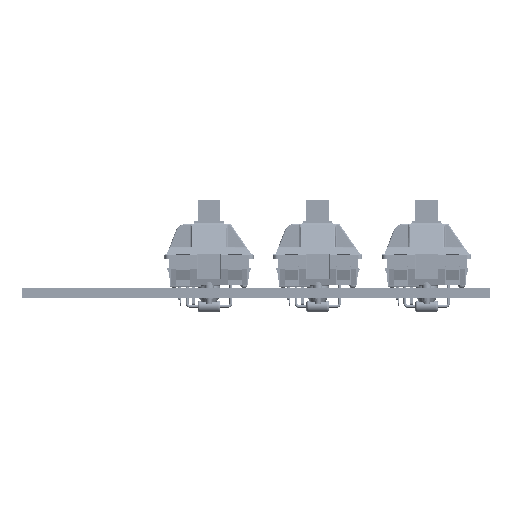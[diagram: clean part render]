
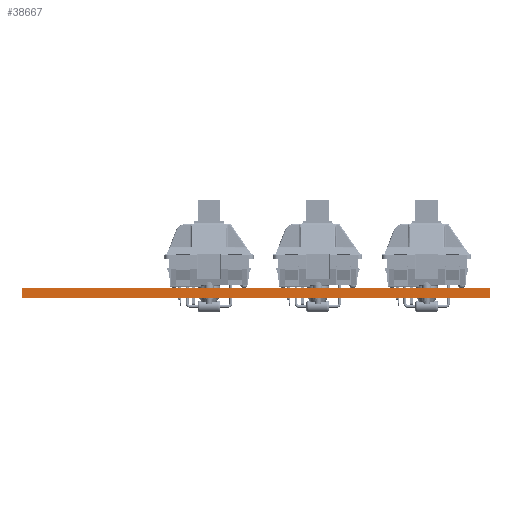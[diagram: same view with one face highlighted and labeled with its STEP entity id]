
A CAD part, left-side view. The second image highlights one B-rep face of the part: STEP entity #38667.
In plain terms, the highlighted planar face has unit normal (-1, 0, 0).
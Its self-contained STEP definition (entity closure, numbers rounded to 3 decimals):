
#38611 = VERTEX_POINT('',#38612);
#38612 = CARTESIAN_POINT('',(89.385,-134.915,1.6));
#38618 = EDGE_CURVE('',#38619,#38611,#38621,.T.);
#38619 = VERTEX_POINT('',#38620);
#38620 = CARTESIAN_POINT('',(89.385,-134.915,0.));
#38621 = LINE('',#38622,#38623);
#38622 = CARTESIAN_POINT('',(89.385,-134.915,0.));
#38623 = VECTOR('',#38624,1.);
#38624 = DIRECTION('',(0.,0.,1.));
#38667 = ADVANCED_FACE('',(#38668),#38693,.T.);
#38668 = FACE_BOUND('',#38669,.T.);
#38669 = EDGE_LOOP('',(#38670,#38671,#38679,#38687));
#38670 = ORIENTED_EDGE('',*,*,#38618,.T.);
#38671 = ORIENTED_EDGE('',*,*,#38672,.T.);
#38672 = EDGE_CURVE('',#38611,#38673,#38675,.T.);
#38673 = VERTEX_POINT('',#38674);
#38674 = CARTESIAN_POINT('',(89.385,-53.,1.6));
#38675 = LINE('',#38676,#38677);
#38676 = CARTESIAN_POINT('',(89.385,-134.915,1.6));
#38677 = VECTOR('',#38678,1.);
#38678 = DIRECTION('',(0.,1.,0.));
#38679 = ORIENTED_EDGE('',*,*,#38680,.F.);
#38680 = EDGE_CURVE('',#38681,#38673,#38683,.T.);
#38681 = VERTEX_POINT('',#38682);
#38682 = CARTESIAN_POINT('',(89.385,-53.,0.));
#38683 = LINE('',#38684,#38685);
#38684 = CARTESIAN_POINT('',(89.385,-53.,0.));
#38685 = VECTOR('',#38686,1.);
#38686 = DIRECTION('',(0.,0.,1.));
#38687 = ORIENTED_EDGE('',*,*,#38688,.F.);
#38688 = EDGE_CURVE('',#38619,#38681,#38689,.T.);
#38689 = LINE('',#38690,#38691);
#38690 = CARTESIAN_POINT('',(89.385,-134.915,0.));
#38691 = VECTOR('',#38692,1.);
#38692 = DIRECTION('',(0.,1.,0.));
#38693 = PLANE('',#38694);
#38694 = AXIS2_PLACEMENT_3D('',#38695,#38696,#38697);
#38695 = CARTESIAN_POINT('',(89.385,-134.915,0.));
#38696 = DIRECTION('',(-1.,0.,0.));
#38697 = DIRECTION('',(0.,1.,0.));
